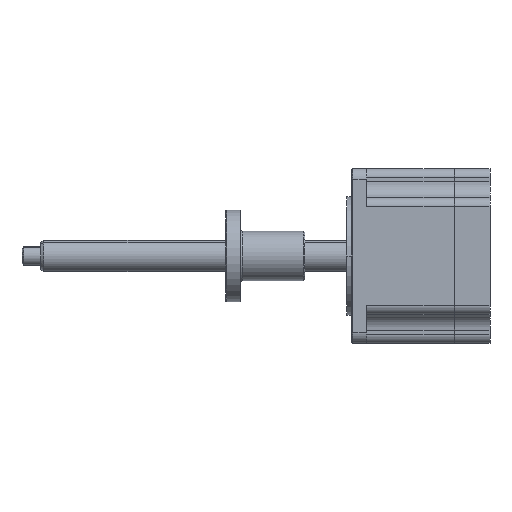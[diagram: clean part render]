
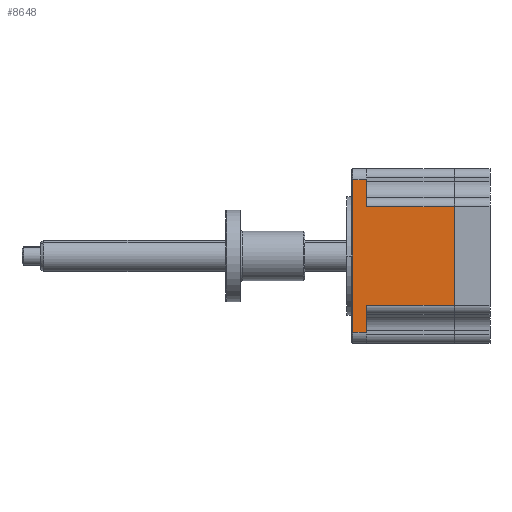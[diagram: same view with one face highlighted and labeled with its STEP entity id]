
A CAD part, left-side view. The second image highlights one B-rep face of the part: STEP entity #8648.
In plain terms, the highlighted planar face has unit normal (-1, 0, 0).
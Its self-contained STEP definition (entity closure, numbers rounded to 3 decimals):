
#19 = DIRECTION ( 'NONE',  ( 0., 0., 1. ) ) ;
#82 = LINE ( 'NONE', #1072, #10219 ) ;
#323 = DIRECTION ( 'NONE',  ( 0., 1., 0. ) ) ;
#332 = EDGE_LOOP ( 'NONE', ( #6195, #1773, #4578, #5167, #2969, #11169, #3848, #6970 ) ) ;
#473 = DIRECTION ( 'NONE',  ( 0., 0., -1. ) ) ;
#506 = VECTOR ( 'NONE', #4875, 1000. ) ;
#525 = VECTOR ( 'NONE', #473, 1000. ) ;
#699 = CARTESIAN_POINT ( 'NONE',  ( -45.393, -0.801, 57.95 ) ) ;
#824 = EDGE_CURVE ( 'NONE', #9572, #10635, #7222, .T. ) ;
#1052 = DIRECTION ( 'NONE',  ( 0., 0., 1. ) ) ;
#1072 = CARTESIAN_POINT ( 'NONE',  ( -45.393, -0.801, 8.75 ) ) ;
#1265 = VECTOR ( 'NONE', #5128, 1000. ) ;
#1298 = CARTESIAN_POINT ( 'NONE',  ( -45.393, -9.001, 8.75 ) ) ;
#1398 = CARTESIAN_POINT ( 'NONE',  ( -45.393, -0.801, 8.75 ) ) ;
#1434 = CARTESIAN_POINT ( 'NONE',  ( -45.393, -29.001, 17.55 ) ) ;
#1540 = CARTESIAN_POINT ( 'NONE',  ( -45.393, -0.801, 49.15 ) ) ;
#1553 = LINE ( 'NONE', #7065, #1265 ) ;
#1773 = ORIENTED_EDGE ( 'NONE', *, *, #5880, .T. ) ;
#1785 = EDGE_CURVE ( 'NONE', #9572, #12008, #2183, .T. ) ;
#2183 = LINE ( 'NONE', #1298, #9459 ) ;
#2969 = ORIENTED_EDGE ( 'NONE', *, *, #1785, .F. ) ;
#3103 = VECTOR ( 'NONE', #323, 1000. ) ;
#3269 = DIRECTION ( 'NONE',  ( 0., 1., 0. ) ) ;
#3300 = CARTESIAN_POINT ( 'NONE',  ( -45.393, -0.801, 17.55 ) ) ;
#3848 = ORIENTED_EDGE ( 'NONE', *, *, #6056, .F. ) ;
#4134 = CARTESIAN_POINT ( 'NONE',  ( -45.393, -29.001, 49.15 ) ) ;
#4578 = ORIENTED_EDGE ( 'NONE', *, *, #9343, .T. ) ;
#4875 = DIRECTION ( 'NONE',  ( 0., 1., 0. ) ) ;
#4958 = VERTEX_POINT ( 'NONE', #1540 ) ;
#4966 = LINE ( 'NONE', #6144, #525 ) ;
#5118 = DIRECTION ( 'NONE',  ( 1., 0., 0. ) ) ;
#5128 = DIRECTION ( 'NONE',  ( 0., 0., -1. ) ) ;
#5167 = ORIENTED_EDGE ( 'NONE', *, *, #6563, .T. ) ;
#5252 = LINE ( 'NONE', #10606, #506 ) ;
#5268 = VECTOR ( 'NONE', #3269, 1000. ) ;
#5427 = EDGE_CURVE ( 'NONE', #8603, #4958, #6490, .T. ) ;
#5434 = AXIS2_PLACEMENT_3D ( 'NONE', #9870, #5118, #11828 ) ;
#5553 = LINE ( 'NONE', #9902, #5268 ) ;
#5653 = VERTEX_POINT ( 'NONE', #699 ) ;
#5880 = EDGE_CURVE ( 'NONE', #4958, #5653, #82, .T. ) ;
#5913 = CARTESIAN_POINT ( 'NONE',  ( -45.393, -0.801, 8.75 ) ) ;
#5974 = VERTEX_POINT ( 'NONE', #7875 ) ;
#6026 = DIRECTION ( 'NONE',  ( 0., 1., 0. ) ) ;
#6056 = EDGE_CURVE ( 'NONE', #10123, #10635, #5553, .T. ) ;
#6076 = EDGE_CURVE ( 'NONE', #8603, #10123, #4966, .T. ) ;
#6144 = CARTESIAN_POINT ( 'NONE',  ( -45.393, -29.001, 17.55 ) ) ;
#6195 = ORIENTED_EDGE ( 'NONE', *, *, #5427, .T. ) ;
#6490 = LINE ( 'NONE', #4134, #3103 ) ;
#6563 = EDGE_CURVE ( 'NONE', #5974, #12008, #1553, .T. ) ;
#6970 = ORIENTED_EDGE ( 'NONE', *, *, #6076, .F. ) ;
#7065 = CARTESIAN_POINT ( 'NONE',  ( -45.393, 3.699, 8.75 ) ) ;
#7222 = LINE ( 'NONE', #5913, #12041 ) ;
#7875 = CARTESIAN_POINT ( 'NONE',  ( -45.393, 3.699, 57.95 ) ) ;
#8603 = VERTEX_POINT ( 'NONE', #9786 ) ;
#8648 = ADVANCED_FACE ( 'NONE', ( #11493 ), #8937, .F. ) ;
#8937 = PLANE ( 'NONE',  #5434 ) ;
#9333 = CARTESIAN_POINT ( 'NONE',  ( -45.393, 3.699, 8.75 ) ) ;
#9343 = EDGE_CURVE ( 'NONE', #5653, #5974, #5252, .T. ) ;
#9459 = VECTOR ( 'NONE', #6026, 1000. ) ;
#9572 = VERTEX_POINT ( 'NONE', #1398 ) ;
#9786 = CARTESIAN_POINT ( 'NONE',  ( -45.393, -29.001, 49.15 ) ) ;
#9870 = CARTESIAN_POINT ( 'NONE',  ( -45.393, -29.001, 17.55 ) ) ;
#9902 = CARTESIAN_POINT ( 'NONE',  ( -45.393, -29.001, 17.55 ) ) ;
#10123 = VERTEX_POINT ( 'NONE', #1434 ) ;
#10219 = VECTOR ( 'NONE', #19, 1000. ) ;
#10606 = CARTESIAN_POINT ( 'NONE',  ( -45.393, -9.001, 57.95 ) ) ;
#10635 = VERTEX_POINT ( 'NONE', #3300 ) ;
#11169 = ORIENTED_EDGE ( 'NONE', *, *, #824, .T. ) ;
#11493 = FACE_OUTER_BOUND ( 'NONE', #332, .T. ) ;
#11828 = DIRECTION ( 'NONE',  ( 0., 0., 1. ) ) ;
#12008 = VERTEX_POINT ( 'NONE', #9333 ) ;
#12041 = VECTOR ( 'NONE', #1052, 1000. ) ;
